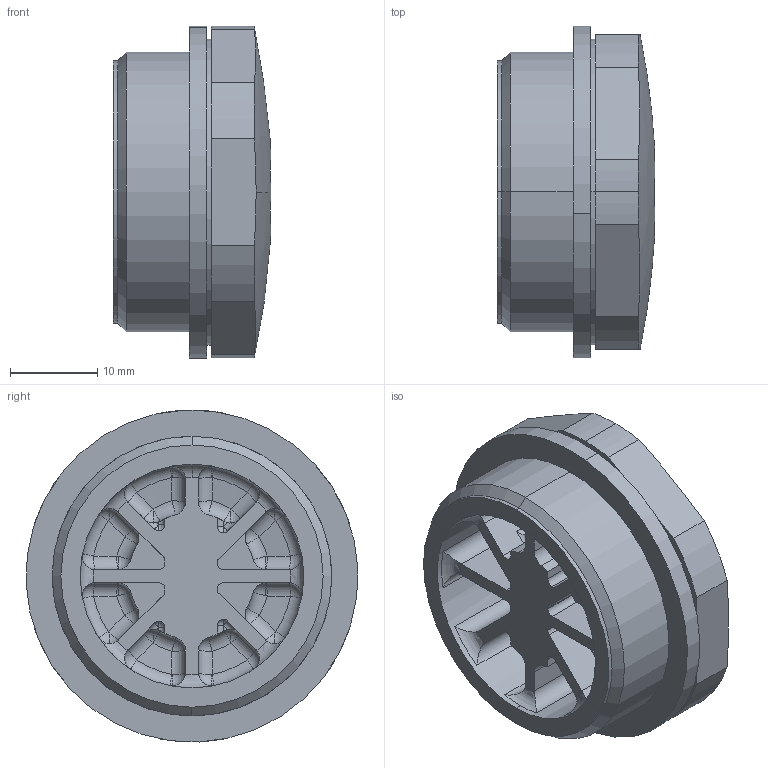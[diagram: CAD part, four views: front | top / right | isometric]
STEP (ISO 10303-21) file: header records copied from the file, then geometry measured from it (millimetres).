
FILE_DESCRIPTION (( 'STEP AP214' ), '1' );
FILE_NAME ('8290_3-M32-ap214.STEP', '2022-03-08T06:51:49', ( '' ), ( '' ), 'SwSTEP 2.0', 'SolidWorks 2020', '' );
FILE_SCHEMA (( 'AUTOMOTIVE_DESIGN' ));
Length unit declared in the file: millimetre
Products named in the file (3): 111773; 82_909_03_59_0_ohne Beschriftung; 8290_3-M32-ap214
Assembly tree (2 placements, depth 2):
  8290_3-M32-ap214
    82_909_03_59_0_ohne Beschriftung
    111773
Bounding box: 18 x 37.96 x 37.98 mm (x, y, z)
Volume: 10658.1 mm3; surface area: 7657.6 mm2
Topology: 2 solids, 2 shells, 262 faces, 669 edges, 389 vertices
Faces by surface type: cylinder 87, sphere 74, plane 54, torus 43, cone 4
Entity records: 8019 total; most frequent: CARTESIAN_POINT 1537, DIRECTION 1525, ORIENTED_EDGE 1266, AXIS2_PLACEMENT_3D 657, EDGE_CURVE 633, CIRCLE 390, VERTEX_POINT 377, EDGE_LOOP 266
